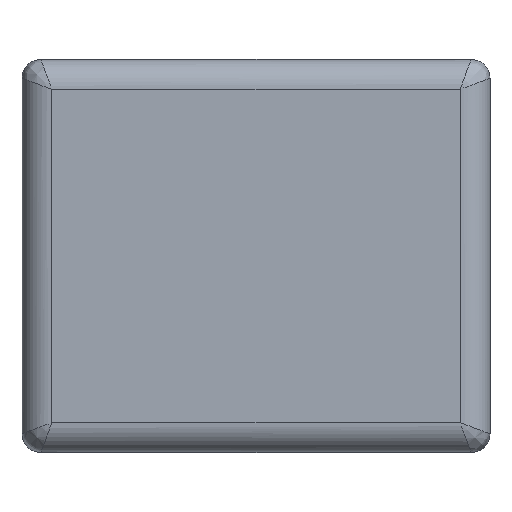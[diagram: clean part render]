
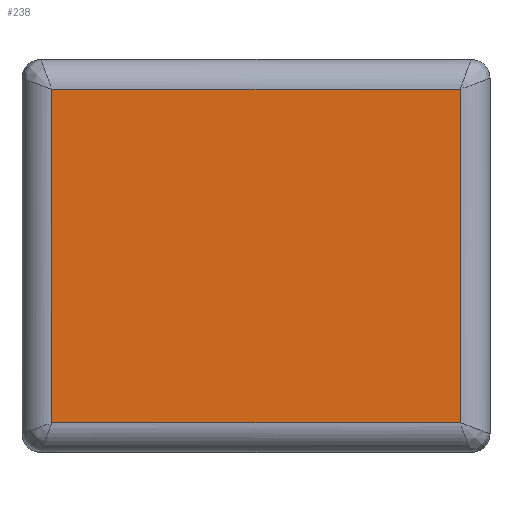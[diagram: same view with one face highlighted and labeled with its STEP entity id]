
A CAD part, left-side view. The second image highlights one B-rep face of the part: STEP entity #238.
In plain terms, the highlighted planar face has unit normal (-1, 0, 0).
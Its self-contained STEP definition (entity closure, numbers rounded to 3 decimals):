
#65 = VECTOR ( 'NONE', #2798, 1000. ) ;
#72 = EDGE_CURVE ( 'NONE', #2576, #519, #1702, .T. ) ;
#238 = ADVANCED_FACE ( 'NONE', ( #2013 ), #2543, .F. ) ;
#287 = CARTESIAN_POINT ( 'NONE',  ( -1., -0.545, 1.05 ) ) ;
#331 = DIRECTION ( 'NONE',  ( 0., 0., -1. ) ) ;
#486 = EDGE_CURVE ( 'NONE', #2711, #2576, #2234, .T. ) ;
#519 = VERTEX_POINT ( 'NONE', #3080 ) ;
#552 = ORIENTED_EDGE ( 'NONE', *, *, #486, .T. ) ;
#635 = CARTESIAN_POINT ( 'NONE',  ( -1., 0., 0.08 ) ) ;
#983 = AXIS2_PLACEMENT_3D ( 'NONE', #2502, #2560, #331 ) ;
#1010 = LINE ( 'NONE', #1852, #1319 ) ;
#1034 = VECTOR ( 'NONE', #2822, 1000. ) ;
#1262 = EDGE_LOOP ( 'NONE', ( #2427, #2847, #552, #2112 ) ) ;
#1319 = VECTOR ( 'NONE', #1577, 1000. ) ;
#1420 = VERTEX_POINT ( 'NONE', #2414 ) ;
#1439 = CARTESIAN_POINT ( 'NONE',  ( -1., -0.625, 0.97 ) ) ;
#1577 = DIRECTION ( 'NONE',  ( 0., 0., -1. ) ) ;
#1702 = LINE ( 'NONE', #1439, #1034 ) ;
#1852 = CARTESIAN_POINT ( 'NONE',  ( -1., 0.545, 1.05 ) ) ;
#2013 = FACE_OUTER_BOUND ( 'NONE', #1262, .T. ) ;
#2112 = ORIENTED_EDGE ( 'NONE', *, *, #72, .T. ) ;
#2234 = LINE ( 'NONE', #287, #65 ) ;
#2266 = VECTOR ( 'NONE', #2845, 1000. ) ;
#2414 = CARTESIAN_POINT ( 'NONE',  ( -1., 0.545, 0.08 ) ) ;
#2427 = ORIENTED_EDGE ( 'NONE', *, *, #2943, .T. ) ;
#2502 = CARTESIAN_POINT ( 'NONE',  ( -1., -0.625, 1.05 ) ) ;
#2543 = PLANE ( 'NONE',  #983 ) ;
#2560 = DIRECTION ( 'NONE',  ( 1., 0., 0. ) ) ;
#2576 = VERTEX_POINT ( 'NONE', #3382 ) ;
#2711 = VERTEX_POINT ( 'NONE', #3239 ) ;
#2798 = DIRECTION ( 'NONE',  ( 0., 0., 1. ) ) ;
#2822 = DIRECTION ( 'NONE',  ( 0., 1., 0. ) ) ;
#2845 = DIRECTION ( 'NONE',  ( 0., -1., 0. ) ) ;
#2847 = ORIENTED_EDGE ( 'NONE', *, *, #3352, .T. ) ;
#2895 = LINE ( 'NONE', #635, #2266 ) ;
#2943 = EDGE_CURVE ( 'NONE', #519, #1420, #1010, .T. ) ;
#3080 = CARTESIAN_POINT ( 'NONE',  ( -1., 0.545, 0.97 ) ) ;
#3239 = CARTESIAN_POINT ( 'NONE',  ( -1., -0.545, 0.08 ) ) ;
#3352 = EDGE_CURVE ( 'NONE', #1420, #2711, #2895, .T. ) ;
#3382 = CARTESIAN_POINT ( 'NONE',  ( -1., -0.545, 0.97 ) ) ;
